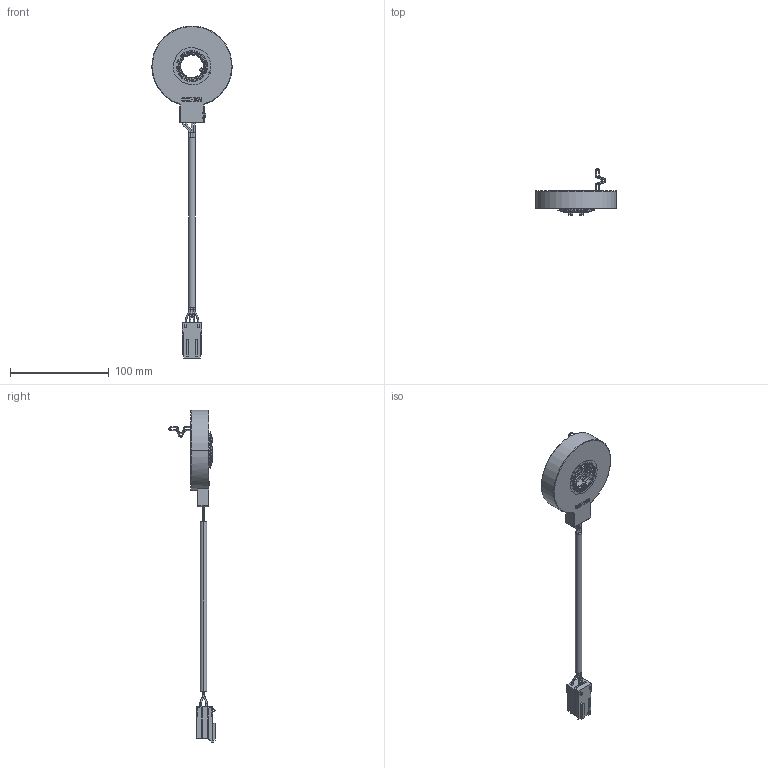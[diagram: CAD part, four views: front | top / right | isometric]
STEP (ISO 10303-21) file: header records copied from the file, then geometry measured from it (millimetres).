
FILE_DESCRIPTION((''),'2;1');
FILE_NAME('SX-4413A_SW0009','2015-05-20T',('bmozley'),(''),'CREO PARAMETRIC BY PTC INC, 2014500','CREO PARAMETRIC BY PTC INC, 2014500','');
FILE_SCHEMA(('CONFIG_CONTROL_DESIGN'));
Length unit declared in the file: inch
Products named in the file (1): SX-4413A_SW0009
Bounding box: 81.28 x 46.6 x 335.64 mm (x, y, z)
Volume: 95872.9 mm3; surface area: 43018.7 mm2
Topology: 3 solids, 3 shells, 2173 faces, 5965 edges, 3774 vertices
Faces by surface type: plane 1121, cylinder 735, torus 142, sphere 72, cone 69, bspline 34
Entity records: 74906 total; most frequent: CARTESIAN_POINT 19114, ORIENTED_EDGE 11914, DIRECTION 11652, EDGE_CURVE 5957, AXIS2_PLACEMENT_3D 4084, VERTEX_POINT 3774, VECTOR 3484, LINE 3484
